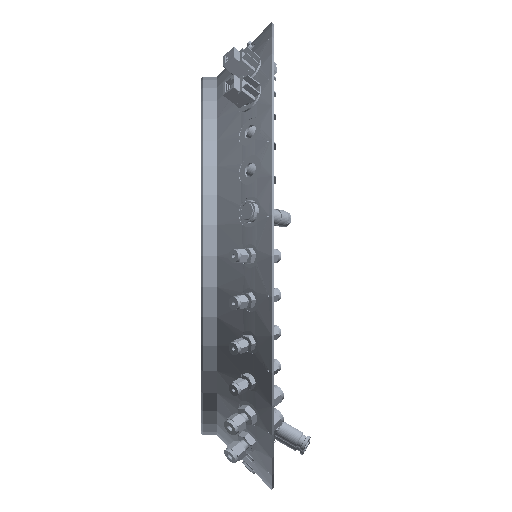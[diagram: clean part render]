
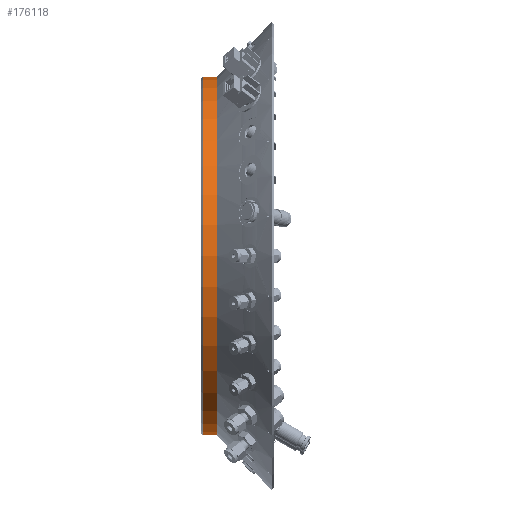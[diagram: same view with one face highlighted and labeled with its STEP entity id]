
A CAD part, left-side view. The second image highlights one B-rep face of the part: STEP entity #176118.
In plain terms, the highlighted cylindrical face has radius 150 mm (diameter 300 mm), a partial arc.
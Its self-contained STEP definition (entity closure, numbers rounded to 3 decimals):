
#604 = CARTESIAN_POINT ( 'NONE',  ( 0., 0., 150. ) ) ;
#1682 = LINE ( 'NONE', #58808, #63533 ) ;
#6524 = EDGE_CURVE ( 'NONE', #29147, #157241, #15018, .T. ) ;
#7984 = VERTEX_POINT ( 'NONE', #144180 ) ;
#15018 = CIRCLE ( 'NONE', #147618, 150. ) ;
#21478 = EDGE_CURVE ( 'NONE', #29147, #41181, #136490, .T. ) ;
#24745 = AXIS2_PLACEMENT_3D ( 'NONE', #83855, #180125, #33341 ) ;
#29147 = VERTEX_POINT ( 'NONE', #181547 ) ;
#33341 = DIRECTION ( 'NONE',  ( 0., 0., -1. ) ) ;
#34298 = ORIENTED_EDGE ( 'NONE', *, *, #116295, .F. ) ;
#36789 = ORIENTED_EDGE ( 'NONE', *, *, #6524, .T. ) ;
#41181 = VERTEX_POINT ( 'NONE', #201914 ) ;
#43125 = CARTESIAN_POINT ( 'NONE',  ( 0., 12., 0. ) ) ;
#58808 = CARTESIAN_POINT ( 'NONE',  ( 0., 0., -150. ) ) ;
#59696 = CYLINDRICAL_SURFACE ( 'NONE', #24745, 150. ) ;
#59745 = DIRECTION ( 'NONE',  ( 0., -1., 0. ) ) ;
#63533 = VECTOR ( 'NONE', #157227, 1000. ) ;
#83855 = CARTESIAN_POINT ( 'NONE',  ( 0., 0., 0. ) ) ;
#83912 = DIRECTION ( 'NONE',  ( 0., 0., -1. ) ) ;
#85812 = ORIENTED_EDGE ( 'NONE', *, *, #21478, .F. ) ;
#95823 = ORIENTED_EDGE ( 'NONE', *, *, #169725, .T. ) ;
#100553 = CARTESIAN_POINT ( 'NONE',  ( 0., 24., 0. ) ) ;
#116164 = DIRECTION ( 'NONE',  ( 0., -1., 0. ) ) ;
#116295 = EDGE_CURVE ( 'NONE', #41181, #7984, #185253, .T. ) ;
#136490 = LINE ( 'NONE', #604, #180547 ) ;
#144180 = CARTESIAN_POINT ( 'NONE',  ( 0., 12., -150. ) ) ;
#147618 = AXIS2_PLACEMENT_3D ( 'NONE', #100553, #201711, #83912 ) ;
#157227 = DIRECTION ( 'NONE',  ( 0., -1., 0. ) ) ;
#157241 = VERTEX_POINT ( 'NONE', #158690 ) ;
#158690 = CARTESIAN_POINT ( 'NONE',  ( 0., 24., -150. ) ) ;
#169725 = EDGE_CURVE ( 'NONE', #157241, #7984, #1682, .T. ) ;
#175500 = DIRECTION ( 'NONE',  ( 0., 0., -1. ) ) ;
#176118 = ADVANCED_FACE ( 'NONE', ( #212404 ), #59696, .T. ) ;
#180125 = DIRECTION ( 'NONE',  ( 0., -1., 0. ) ) ;
#180547 = VECTOR ( 'NONE', #116164, 1000. ) ;
#181547 = CARTESIAN_POINT ( 'NONE',  ( 0., 24., 150. ) ) ;
#185253 = CIRCLE ( 'NONE', #207866, 150. ) ;
#188555 = EDGE_LOOP ( 'NONE', ( #85812, #36789, #95823, #34298 ) ) ;
#201711 = DIRECTION ( 'NONE',  ( 0., -1., 0. ) ) ;
#201914 = CARTESIAN_POINT ( 'NONE',  ( 0., 12., 150. ) ) ;
#207866 = AXIS2_PLACEMENT_3D ( 'NONE', #43125, #59745, #175500 ) ;
#212404 = FACE_OUTER_BOUND ( 'NONE', #188555, .T. ) ;
